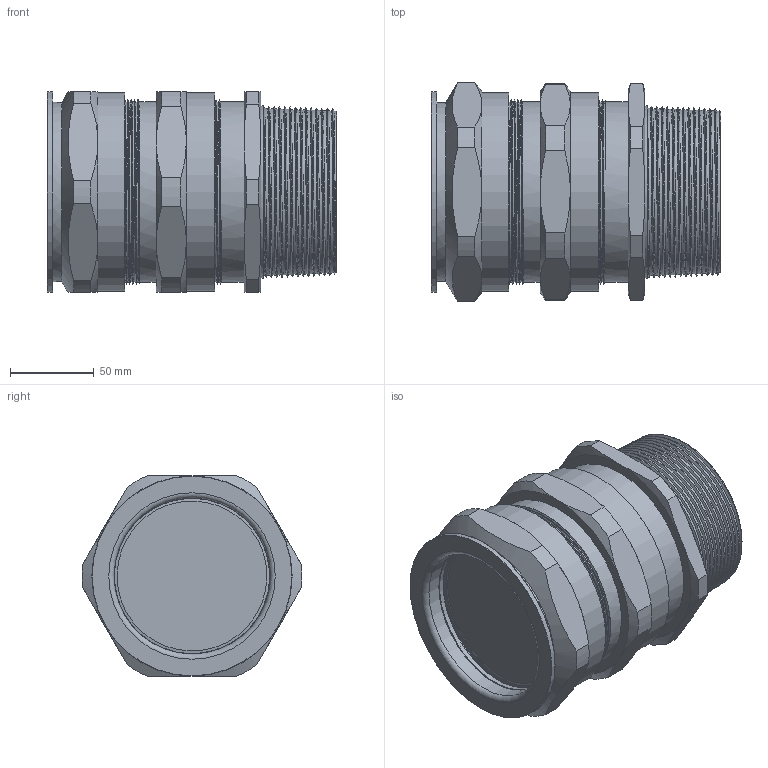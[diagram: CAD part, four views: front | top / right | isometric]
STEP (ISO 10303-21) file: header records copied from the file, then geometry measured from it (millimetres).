
FILE_DESCRIPTION(/* description */ ('ADE-4F NPT 3 1/2"'),/* implementation_level */ '2;1');
FILE_NAME(/* name */ '00849604V1-RST.stp',/* time_stamp */ '2020-03-18T12:27:31+01:00',/* author */ ('sl'),/* organization */ (''),/* preprocessor_version */ 'ST-DEVELOPER v16.5',/* originating_system */ 'Autodesk Inventor 2017',/* authorisation */ '');
FILE_SCHEMA (('AUTOMOTIVE_DESIGN { 1 0 10303 214 3 1 1 }'));
Length unit declared in the file: millimetre
Products named in the file (9): 00849604V1; 00849604V1_1; 00849604V1_2; 00849604V1_3; 00849604V1_4; 00849604V1_5; 00848774V1; 00849604V1_6; 00849604V1_7
Assembly tree (8 placements, depth 2):
  00849604V1
    00849604V1_1
    00849604V1_2
    00849604V1_3
    00849604V1_4
    00849604V1_5
    00848774V1
    00849604V1_6
    00849604V1_7
Bounding box: 172.72 x 131.16 x 120 mm (x, y, z)
Volume: 622811.3 mm3; surface area: 294904.9 mm2
Topology: 10 solids, 10 shells, 251 faces, 555 edges, 349 vertices
Faces by surface type: cylinder 98, plane 73, cone 51, torus 19, bspline 10
Full cylindrical faces by diameter (mm): 81.48 x1, 81.93 x1, 82.06 x1, 82.68 x1, 83.48 x1, 86.68 x1, 86.74 x1, 87.66 x1, 88.19 x1, 92.46 x1, 92.7 x1, 93.14 x1, 93.17 x1, 93.39 x1, 94.61 x1, 94.8 x1, 95.24 x1, 95.54 x1, 95.97 x2, 96.43 x1, 98.07 x1, 98.2 x1, 99.1 x1, 99.91 x1, 100.15 x1, 102.16 x1, 103 x1, 106.56 x2, 106.98 x1, 107.57 x1
Entity records: 16732 total; most frequent: CARTESIAN_POINT 12691, DIRECTION 820, ORIENTED_EDGE 670, AXIS2_PLACEMENT_3D 392, EDGE_CURVE 333, EDGE_LOOP 321, VERTEX_POINT 248, FACE_OUTER_BOUND 205
